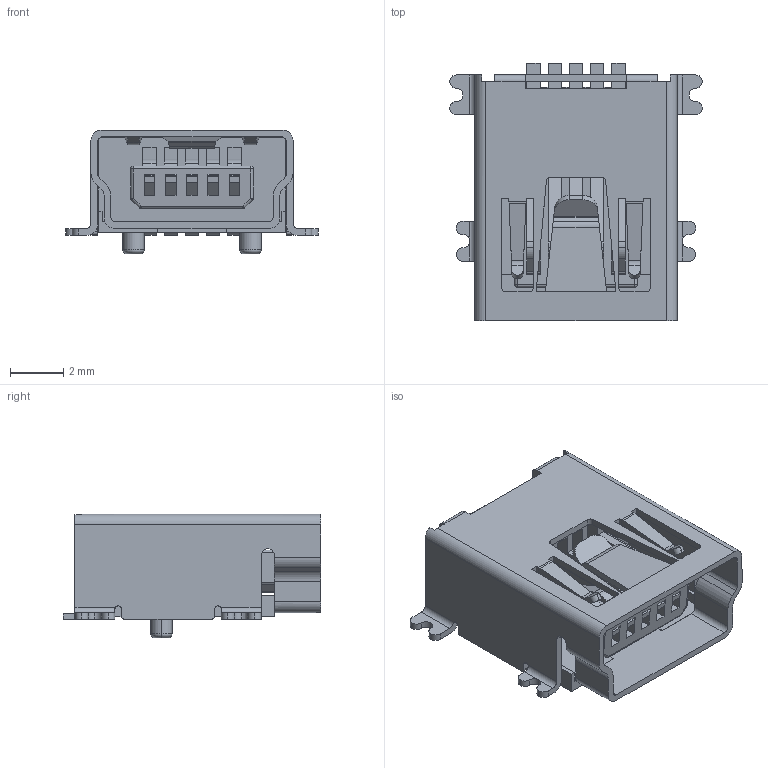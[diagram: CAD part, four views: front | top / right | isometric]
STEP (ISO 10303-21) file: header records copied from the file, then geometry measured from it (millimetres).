
FILE_DESCRIPTION (( 'STEP AP214' ), '1' );
FILE_NAME ('MINI-USB-SMD_C105424.step', '2022-09-19T03:26:28', ( '' ), ( '' ), 'SwSTEP 2.0', 'SolidWorks 2020', '' );
FILE_SCHEMA (( 'AUTOMOTIVE_DESIGN' ));
Length unit declared in the file: millimetre
Products named in the file (1): MINI-USB-SMD_C105424
Bounding box: 9.5 x 9.7 x 4.65 mm (x, y, z)
Volume: 129.2 mm3; surface area: 725.8 mm2
Topology: 6 solids, 6 shells, 838 faces, 2320 edges, 1474 vertices
Faces by surface type: plane 562, cylinder 168, bspline 98, sphere 6, torus 4
Entity records: 36237 total; most frequent: CARTESIAN_POINT 6101, ORIENTED_EDGE 4632, DIRECTION 3890, EDGE_CURVE 2316, LINE 1728, VECTOR 1728, VERTEX_POINT 1472, AXIS2_PLACEMENT_3D 1081
